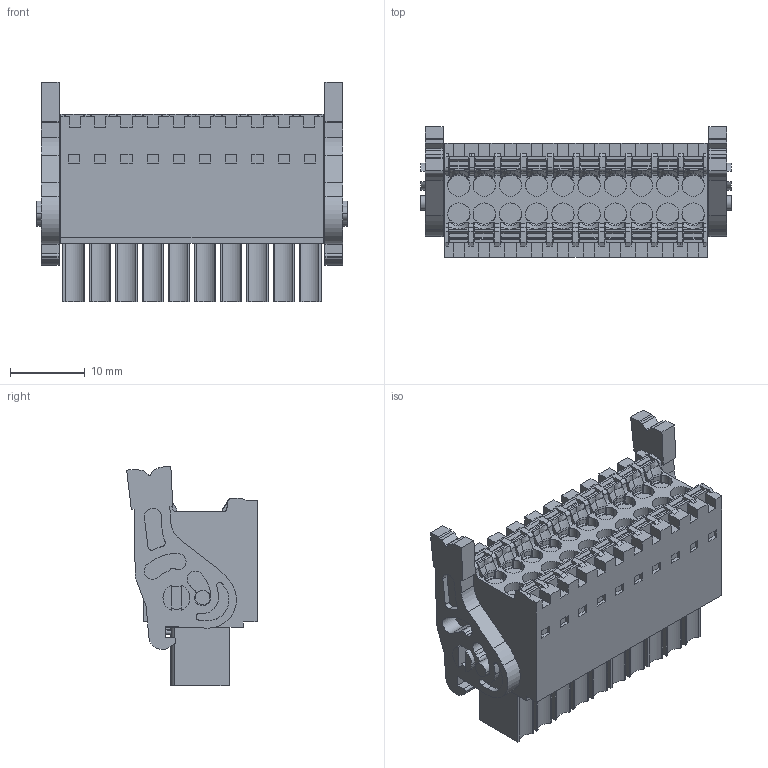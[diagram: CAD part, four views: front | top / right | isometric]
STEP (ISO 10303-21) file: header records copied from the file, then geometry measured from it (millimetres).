
FILE_DESCRIPTION(('CATIA V5 STEP','CAx-IF Rec.Pracs.--- Model Styling and Organization---1.4--- 2014-01-23'),'2;1');
FILE_NAME ('D1450512_1', '2023-08-22T06:50:37+00:00', ('none'), ('Weidmueller'), 'CATIA Version 5-6 Release 2016 SP3 HF44', 'CATIA V5 STEP AP214', 'none');
FILE_SCHEMA(('AUTOMOTIVE_DESIGN { 1 0 10303 214 1 1 1 1 }'));
Products named in the file (1): 1278310000
Bounding box: 41.5 x 17.45 x 29.28 mm (x, y, z)
Volume: 10458.5 mm3; surface area: 7620.3 mm2
Topology: 23 solids, 23 shells, 1559 faces, 4512 edges, 3061 vertices
Faces by surface type: plane 976, cylinder 237, extrusion 147, torus 119, cone 40, bspline 40
Entity records: 53965 total; most frequent: CARTESIAN_POINT 16704, ORIENTED_EDGE 9024, DIRECTION 5388, EDGE_CURVE 4512, VECTOR 3261, LINE 3114, VERTEX_POINT 3061, EDGE_LOOP 1633
